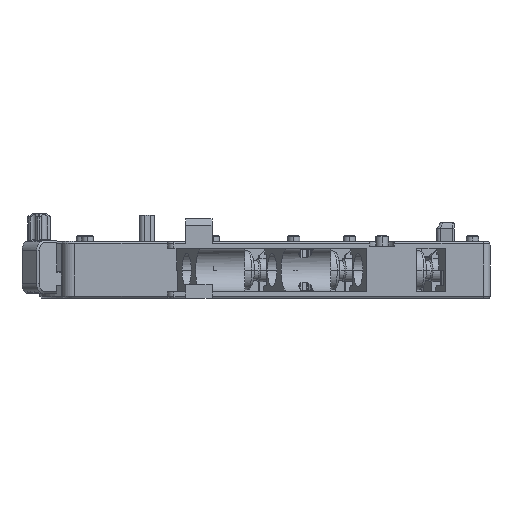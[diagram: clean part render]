
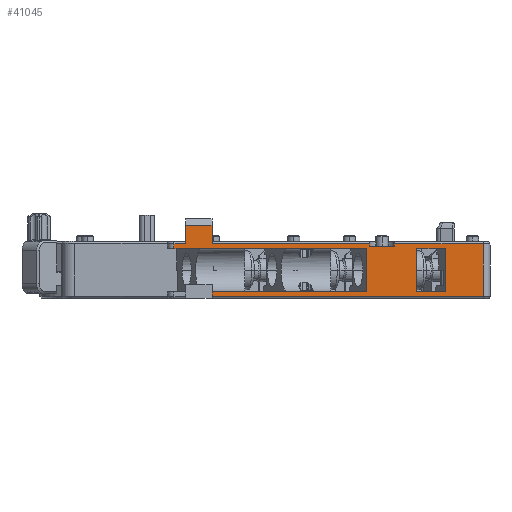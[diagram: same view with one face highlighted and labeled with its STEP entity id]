
A CAD part, left-side view. The second image highlights one B-rep face of the part: STEP entity #41045.
In plain terms, the highlighted planar face has unit normal (-1, 0, 0).
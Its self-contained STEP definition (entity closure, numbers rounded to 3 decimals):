
#739=DIRECTION('',(0.,0.,1.));
#740=VECTOR('',#739,8.05);
#741=CARTESIAN_POINT('',(-48.,-50.5,-4.));
#742=LINE('',#741,#740);
#757=DIRECTION('',(0.,0.,-1.));
#758=VECTOR('',#757,0.75);
#759=CARTESIAN_POINT('',(-48.,-3.2,4.05));
#760=LINE('',#759,#758);
#761=DIRECTION('',(0.,-1.,0.));
#762=VECTOR('',#761,1.81);
#763=CARTESIAN_POINT('',(-48.,-3.2,4.05));
#764=LINE('',#763,#762);
#765=DIRECTION('',(0.,1.,0.));
#766=VECTOR('',#765,4.);
#767=CARTESIAN_POINT('',(-48.,-9.01,6.85));
#768=LINE('',#767,#766);
#769=DIRECTION('',(0.,0.,1.));
#770=VECTOR('',#769,0.4);
#771=CARTESIAN_POINT('',(-48.,-33.1,3.65));
#772=LINE('',#771,#770);
#773=DIRECTION('',(0.,1.,0.));
#774=VECTOR('',#773,3.8);
#775=CARTESIAN_POINT('',(-48.,-36.9,3.65));
#776=LINE('',#775,#774);
#777=DIRECTION('',(0.,0.,1.));
#778=VECTOR('',#777,0.4);
#779=CARTESIAN_POINT('',(-48.,-36.9,3.65));
#780=LINE('',#779,#778);
#781=DIRECTION('',(0.,1.,0.));
#782=VECTOR('',#781,41.478);
#783=CARTESIAN_POINT('',(-48.,-50.5,-4.));
#784=LINE('',#783,#782);
#785=DIRECTION('',(0.,0.,1.));
#786=VECTOR('',#785,0.7);
#787=CARTESIAN_POINT('',(-48.,-9.023,-4.));
#788=LINE('',#787,#786);
#789=DIRECTION('',(0.,1.,0.));
#790=VECTOR('',#789,4.344);
#791=CARTESIAN_POINT('',(-48.,-44.661,-3.3));
#792=LINE('',#791,#790);
#805=DIRECTION('',(0.,0.,-1.));
#806=VECTOR('',#805,6.6);
#807=CARTESIAN_POINT('',(-48.,-32.697,3.3));
#808=LINE('',#807,#806);
#1730=DIRECTION('',(0.,1.,0.));
#1731=VECTOR('',#1730,29.497);
#1732=CARTESIAN_POINT('',(-48.,-32.697,3.3));
#1733=LINE('',#1732,#1731);
#7608=DIRECTION('',(0.,1.,0.));
#7609=VECTOR('',#7608,13.6);
#7610=CARTESIAN_POINT('',(-48.,-50.5,4.05));
#7611=LINE('',#7610,#7609);
#7625=DIRECTION('',(0.,1.,0.));
#7626=VECTOR('',#7625,24.09);
#7627=CARTESIAN_POINT('',(-48.,-33.1,4.05));
#7628=LINE('',#7627,#7626);
#7634=DIRECTION('',(0.,0.,1.));
#7635=VECTOR('',#7634,2.8);
#7636=CARTESIAN_POINT('',(-48.,-9.01,4.05));
#7637=LINE('',#7636,#7635);
#7662=DIRECTION('',(0.,0.,-1.));
#7663=VECTOR('',#7662,2.8);
#7664=CARTESIAN_POINT('',(-48.,-5.01,6.85));
#7665=LINE('',#7664,#7663);
#8801=DIRECTION('',(0.,1.,0.));
#8802=VECTOR('',#8801,23.675);
#8803=CARTESIAN_POINT('',(-48.,-32.697,-3.3));
#8804=LINE('',#8803,#8802);
#23970=DIRECTION('',(0.,0.,-1.));
#23971=VECTOR('',#23970,6.6);
#23972=CARTESIAN_POINT('',(-48.,-44.661,3.3));
#23973=LINE('',#23972,#23971);
#25333=DIRECTION('',(0.,0.,1.));
#25334=VECTOR('',#25333,6.6);
#25335=CARTESIAN_POINT('',(-48.,-40.317,-3.3));
#25336=LINE('',#25335,#25334);
#25345=DIRECTION('',(0.,1.,0.));
#25346=VECTOR('',#25345,4.344);
#25347=CARTESIAN_POINT('',(-48.,-44.661,3.3));
#25348=LINE('',#25347,#25346);
#31826=CARTESIAN_POINT('',(-48.,-44.661,-3.3));
#31827=CARTESIAN_POINT('',(-48.,-40.317,-3.3));
#31828=VERTEX_POINT('',#31826);
#31829=VERTEX_POINT('',#31827);
#31856=CARTESIAN_POINT('',(-48.,-32.697,-3.3));
#31857=CARTESIAN_POINT('',(-48.,-9.023,-3.3));
#31858=VERTEX_POINT('',#31856);
#31859=VERTEX_POINT('',#31857);
#32742=CARTESIAN_POINT('',(-48.,-9.023,-4.));
#32744=VERTEX_POINT('',#32742);
#32745=CARTESIAN_POINT('',(-48.,-50.5,-4.));
#32746=VERTEX_POINT('',#32745);
#36765=CARTESIAN_POINT('',(-48.,-32.697,3.3));
#36766=VERTEX_POINT('',#36765);
#36855=CARTESIAN_POINT('',(-48.,-44.661,3.3));
#36856=CARTESIAN_POINT('',(-48.,-40.317,3.3));
#36857=VERTEX_POINT('',#36855);
#36858=VERTEX_POINT('',#36856);
#36927=CARTESIAN_POINT('',(-48.,-5.01,6.85));
#36929=VERTEX_POINT('',#36927);
#36933=CARTESIAN_POINT('',(-48.,-9.01,6.85));
#36934=VERTEX_POINT('',#36933);
#37509=CARTESIAN_POINT('',(-48.,-9.01,4.05));
#37511=VERTEX_POINT('',#37509);
#37520=CARTESIAN_POINT('',(-48.,-5.01,4.05));
#37521=VERTEX_POINT('',#37520);
#37982=CARTESIAN_POINT('',(-48.,-3.2,3.3));
#37984=VERTEX_POINT('',#37982);
#38000=CARTESIAN_POINT('',(-48.,-50.5,4.05));
#38001=VERTEX_POINT('',#38000);
#38005=CARTESIAN_POINT('',(-48.,-3.2,4.05));
#38007=VERTEX_POINT('',#38005);
#38899=CARTESIAN_POINT('',(-48.,-36.9,3.65));
#38900=CARTESIAN_POINT('',(-48.,-33.1,3.65));
#38901=VERTEX_POINT('',#38899);
#38902=VERTEX_POINT('',#38900);
#38903=CARTESIAN_POINT('',(-48.,-33.1,4.05));
#38904=VERTEX_POINT('',#38903);
#38905=CARTESIAN_POINT('',(-48.,-36.9,4.05));
#38906=VERTEX_POINT('',#38905);
#40997=CARTESIAN_POINT('',(-48.,14.,-4.3));
#40998=DIRECTION('',(-1.,0.,0.));
#40999=DIRECTION('',(0.,-1.,0.));
#41000=AXIS2_PLACEMENT_3D('',#40997,#40998,#40999);
#41001=PLANE('',#41000);
#41003=ORIENTED_EDGE('',*,*,#41002,.F.);
#41005=ORIENTED_EDGE('',*,*,#41004,.T.);
#41007=ORIENTED_EDGE('',*,*,#41006,.F.);
#41009=ORIENTED_EDGE('',*,*,#41008,.T.);
#41011=ORIENTED_EDGE('',*,*,#41010,.F.);
#41013=ORIENTED_EDGE('',*,*,#41012,.F.);
#41015=ORIENTED_EDGE('',*,*,#41014,.F.);
#41017=ORIENTED_EDGE('',*,*,#41016,.F.);
#41019=ORIENTED_EDGE('',*,*,#41018,.F.);
#41021=ORIENTED_EDGE('',*,*,#41020,.F.);
#41023=ORIENTED_EDGE('',*,*,#41022,.T.);
#41025=ORIENTED_EDGE('',*,*,#41024,.F.);
#41026=ORIENTED_EDGE('',*,*,#40987,.F.);
#41028=ORIENTED_EDGE('',*,*,#41027,.T.);
#41030=ORIENTED_EDGE('',*,*,#41029,.T.);
#41032=ORIENTED_EDGE('',*,*,#41031,.F.);
#41033=EDGE_LOOP('',(#41003,#41005,#41007,#41009,#41011,#41013,#41015,#41017,
#41019,#41021,#41023,#41025,#41026,#41028,#41030,#41032));
#41034=FACE_OUTER_BOUND('',#41033,.F.);
#41036=ORIENTED_EDGE('',*,*,#41035,.F.);
#41038=ORIENTED_EDGE('',*,*,#41037,.T.);
#41040=ORIENTED_EDGE('',*,*,#41039,.F.);
#41042=ORIENTED_EDGE('',*,*,#41041,.F.);
#41043=EDGE_LOOP('',(#41036,#41038,#41040,#41042));
#41044=FACE_BOUND('',#41043,.F.);
#41045=ADVANCED_FACE('',(#41034,#41044),#41001,.T.);
#40987=EDGE_CURVE('',#32746,#38001,#742,.T.);
#41002=EDGE_CURVE('',#36766,#31858,#808,.T.);
#41004=EDGE_CURVE('',#36766,#37984,#1733,.T.);
#41006=EDGE_CURVE('',#38007,#37984,#760,.T.);
#41008=EDGE_CURVE('',#38007,#37521,#764,.T.);
#41010=EDGE_CURVE('',#36929,#37521,#7665,.T.);
#41012=EDGE_CURVE('',#36934,#36929,#768,.T.);
#41014=EDGE_CURVE('',#37511,#36934,#7637,.T.);
#41016=EDGE_CURVE('',#38904,#37511,#7628,.T.);
#41018=EDGE_CURVE('',#38902,#38904,#772,.T.);
#41020=EDGE_CURVE('',#38901,#38902,#776,.T.);
#41022=EDGE_CURVE('',#38901,#38906,#780,.T.);
#41024=EDGE_CURVE('',#38001,#38906,#7611,.T.);
#41027=EDGE_CURVE('',#32746,#32744,#784,.T.);
#41029=EDGE_CURVE('',#32744,#31859,#788,.T.);
#41031=EDGE_CURVE('',#31858,#31859,#8804,.T.);
#41035=EDGE_CURVE('',#36857,#31828,#23973,.T.);
#41037=EDGE_CURVE('',#36857,#36858,#25348,.T.);
#41039=EDGE_CURVE('',#31829,#36858,#25336,.T.);
#41041=EDGE_CURVE('',#31828,#31829,#792,.T.);
